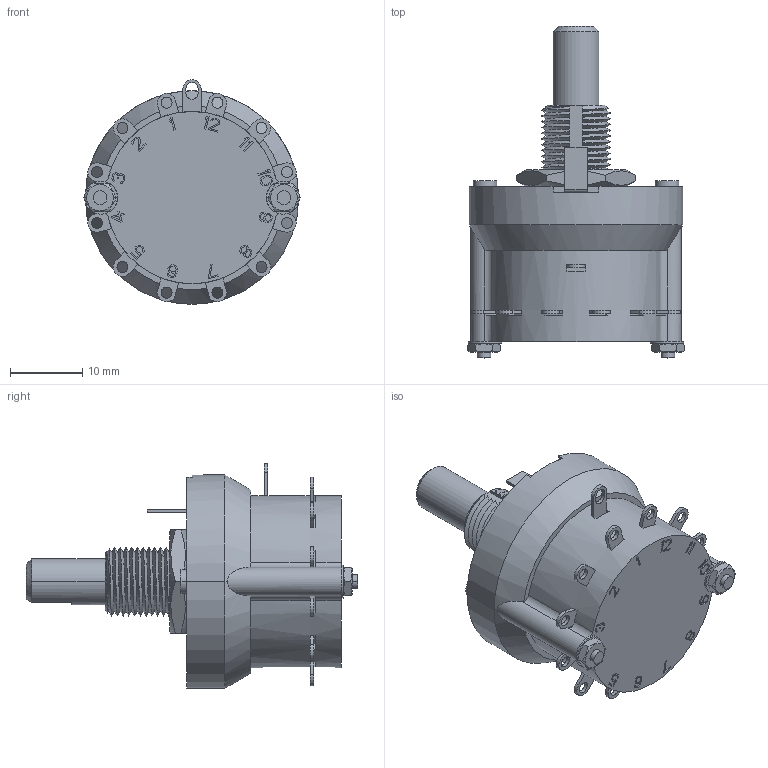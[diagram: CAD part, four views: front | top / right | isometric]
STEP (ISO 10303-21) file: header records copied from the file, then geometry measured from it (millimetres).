
FILE_DESCRIPTION((''),'2;1');
FILE_NAME('44ASM_ASM','2015-01-21T',('amercuri'),(''),'PRO/ENGINEER BY PARAMETRIC TECHNOLOGY CORPORATION, 2011490','PRO/ENGINEER BY PARAMETRIC TECHNOLOGY CORPORATION, 2011490','');
FILE_SCHEMA(('CONFIG_CONTROL_DESIGN'));
Length unit declared in the file: inch
Products named in the file (3): 44_AF0; 42C2002-1; 44ASM_ASM
Assembly tree (2 placements, depth 2):
  44ASM_ASM
    44_AF0
    42C2002-1
Bounding box: 29.98 x 45.87 x 31.06 mm (x, y, z)
Volume: 13126.4 mm3; surface area: 5378.3 mm2
Topology: 2 solids, 2 shells, 759 faces, 2096 edges, 1379 vertices
Faces by surface type: plane 627, cylinder 68, bspline 46, cone 18
Entity records: 36739 total; most frequent: CARTESIAN_POINT 17534, ORIENTED_EDGE 4192, DIRECTION 3551, EDGE_CURVE 2096, VECTOR 1723, LINE 1723, VERTEX_POINT 1379, AXIS2_PLACEMENT_3D 914
